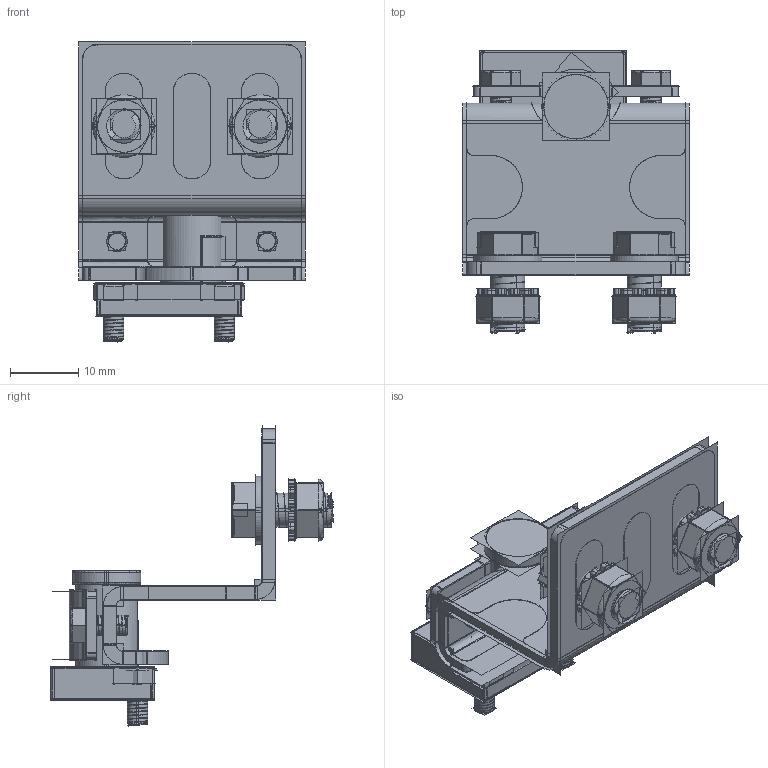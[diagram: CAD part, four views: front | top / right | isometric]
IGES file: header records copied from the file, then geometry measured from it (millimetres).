
Start section:  PTC IGES file: 147224.igs
Global section: file name: 147224.igs; native system: Creo Parametric by Parametric Technology Corporation; preprocessor: 2013230; author: pdmadmin; organization: Unknown; date: 20160204.132512; units: millimetre
Bounding box: 33.28 x 41.57 x 44.01 mm (x, y, z)
Volume: 6797.4 mm3; surface area: 46420.6 mm2
Topology: 11 solids, 15 shells, 1800 faces, 9086 edges, 11372 vertices
Faces by surface type: bspline 1016, revolution 784
